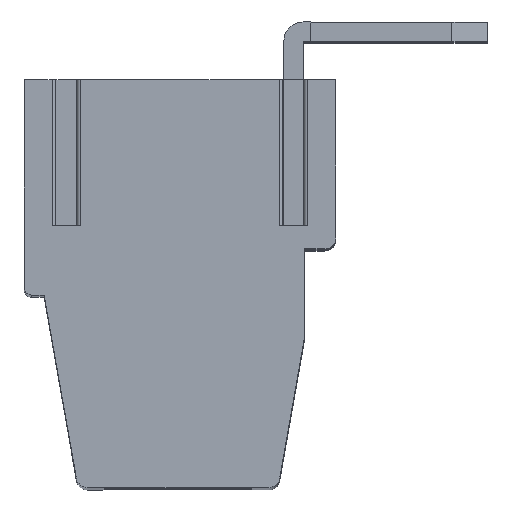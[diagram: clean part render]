
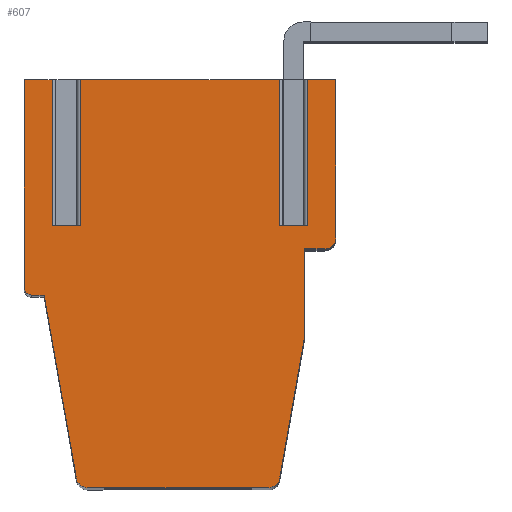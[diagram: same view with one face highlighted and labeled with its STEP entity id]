
A CAD part, top view. The second image highlights one B-rep face of the part: STEP entity #607.
In plain terms, the highlighted planar face has unit normal (0, 0, 1).
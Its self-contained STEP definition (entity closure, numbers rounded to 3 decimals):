
#607 = ADVANCED_FACE( '', ( #1465 ), #1466, .F. );
#1465 = FACE_OUTER_BOUND( '', #2565, .T. );
#1466 = PLANE( '', #2566 );
#2565 = EDGE_LOOP( '', ( #4382, #4383, #4384, #4385, #4386, #4387, #4388, #4389, #4390, #4391, #4392, #4393, #4394, #4395, #4396, #4397, #4398, #4399, #4400, #4401, #4402 ) );
#2566 = AXIS2_PLACEMENT_3D( '', #4403, #4404, #4405 );
#4382 = ORIENTED_EDGE( '', *, *, #7326, .T. );
#4383 = ORIENTED_EDGE( '', *, *, #7327, .T. );
#4384 = ORIENTED_EDGE( '', *, *, #7146, .T. );
#4385 = ORIENTED_EDGE( '', *, *, #7328, .T. );
#4386 = ORIENTED_EDGE( '', *, *, #7329, .T. );
#4387 = ORIENTED_EDGE( '', *, *, #6870, .F. );
#4388 = ORIENTED_EDGE( '', *, *, #7274, .T. );
#4389 = ORIENTED_EDGE( '', *, *, #7330, .T. );
#4390 = ORIENTED_EDGE( '', *, *, #7331, .T. );
#4391 = ORIENTED_EDGE( '', *, *, #7332, .F. );
#4392 = ORIENTED_EDGE( '', *, *, #6858, .T. );
#4393 = ORIENTED_EDGE( '', *, *, #7333, .T. );
#4394 = ORIENTED_EDGE( '', *, *, #7334, .T. );
#4395 = ORIENTED_EDGE( '', *, *, #7335, .T. );
#4396 = ORIENTED_EDGE( '', *, *, #7336, .T. );
#4397 = ORIENTED_EDGE( '', *, *, #7337, .F. );
#4398 = ORIENTED_EDGE( '', *, *, #6703, .F. );
#4399 = ORIENTED_EDGE( '', *, *, #7338, .T. );
#4400 = ORIENTED_EDGE( '', *, *, #7339, .T. );
#4401 = ORIENTED_EDGE( '', *, *, #7340, .T. );
#4402 = ORIENTED_EDGE( '', *, *, #7341, .T. );
#4403 = CARTESIAN_POINT( '', ( 171.952, 1.043, -22.5 ) );
#4404 = DIRECTION( '', ( 0., 0., -1. ) );
#4405 = DIRECTION( '', ( 0., -1., 0. ) );
#6703 = EDGE_CURVE( '', #8052, #8054, #8055, .T. );
#6858 = EDGE_CURVE( '', #8333, #8334, #8335, .T. );
#6870 = EDGE_CURVE( '', #8356, #8357, #8358, .T. );
#7146 = EDGE_CURVE( '', #8834, #8832, #8835, .T. );
#7274 = EDGE_CURVE( '', #8356, #9033, #9036, .T. );
#7326 = EDGE_CURVE( '', #9112, #9113, #9114, .T. );
#7327 = EDGE_CURVE( '', #9113, #8834, #9115, .T. );
#7328 = EDGE_CURVE( '', #8832, #9116, #9117, .T. );
#7329 = EDGE_CURVE( '', #9116, #8357, #9118, .T. );
#7330 = EDGE_CURVE( '', #9033, #9119, #9120, .T. );
#7331 = EDGE_CURVE( '', #9119, #9121, #9122, .T. );
#7332 = EDGE_CURVE( '', #8333, #9121, #9123, .T. );
#7333 = EDGE_CURVE( '', #8334, #9124, #9125, .T. );
#7334 = EDGE_CURVE( '', #9124, #9126, #9127, .T. );
#7335 = EDGE_CURVE( '', #9126, #9128, #9129, .T. );
#7336 = EDGE_CURVE( '', #9128, #9130, #9131, .T. );
#7337 = EDGE_CURVE( '', #8054, #9130, #9132, .T. );
#7338 = EDGE_CURVE( '', #8052, #9133, #9134, .T. );
#7339 = EDGE_CURVE( '', #9133, #9135, #9136, .T. );
#7340 = EDGE_CURVE( '', #9135, #9137, #9138, .T. );
#7341 = EDGE_CURVE( '', #9137, #9112, #9139, .T. );
#8052 = VERTEX_POINT( '', #10062 );
#8054 = VERTEX_POINT( '', #10065 );
#8055 = LINE( '', #10066, #10067 );
#8333 = VERTEX_POINT( '', #10473 );
#8334 = VERTEX_POINT( '', #10474 );
#8335 = LINE( '', #10475, #10476 );
#8356 = VERTEX_POINT( '', #10500 );
#8357 = VERTEX_POINT( '', #10501 );
#8358 = LINE( '', #10502, #10503 );
#8832 = VERTEX_POINT( '', #11187 );
#8834 = VERTEX_POINT( '', #11189 );
#8835 = LINE( '', #11190, #11191 );
#9033 = VERTEX_POINT( '', #11491 );
#9036 = CIRCLE( '', #11495, 0.198 );
#9112 = VERTEX_POINT( '', #11607 );
#9113 = VERTEX_POINT( '', #11608 );
#9114 = LINE( '', #11609, #11610 );
#9115 = LINE( '', #11611, #11612 );
#9116 = VERTEX_POINT( '', #11613 );
#9117 = LINE( '', #11614, #11615 );
#9118 = LINE( '', #11616, #11617 );
#9119 = VERTEX_POINT( '', #11618 );
#9120 = LINE( '', #11619, #11620 );
#9121 = VERTEX_POINT( '', #11621 );
#9122 = LINE( '', #11622, #11623 );
#9123 = CIRCLE( '', #11624, 0.298 );
#9124 = VERTEX_POINT( '', #11625 );
#9125 = CIRCLE( '', #11626, 0.298 );
#9126 = VERTEX_POINT( '', #11627 );
#9127 = LINE( '', #11628, #11629 );
#9128 = VERTEX_POINT( '', #11630 );
#9129 = LINE( '', #11631, #11632 );
#9130 = VERTEX_POINT( '', #11633 );
#9131 = LINE( '', #11634, #11635 );
#9132 = CIRCLE( '', #11636, 0.298 );
#9133 = VERTEX_POINT( '', #11637 );
#9134 = LINE( '', #11638, #11639 );
#9135 = VERTEX_POINT( '', #11640 );
#9136 = LINE( '', #11641, #11642 );
#9137 = VERTEX_POINT( '', #11643 );
#9138 = LINE( '', #11644, #11645 );
#9139 = LINE( '', #11646, #11647 );
#10062 = CARTESIAN_POINT( '', ( 176.05, 1.043, -22.5 ) );
#10065 = CARTESIAN_POINT( '', ( 176.05, -3.055, -22.5 ) );
#10066 = CARTESIAN_POINT( '', ( 176.05, 1.043, -22.5 ) );
#10067 = VECTOR( '', #12984, 1000. );
#10473 = CARTESIAN_POINT( '', ( 169.602, -9.558, -22.5 ) );
#10474 = CARTESIAN_POINT( '', ( 174.302, -9.558, -22.5 ) );
#10475 = CARTESIAN_POINT( '', ( 169.602, -9.558, -22.5 ) );
#10476 = VECTOR( '', #13124, 1000. );
#10500 = CARTESIAN_POINT( '', ( 167.954, -4.355, -22.5 ) );
#10501 = CARTESIAN_POINT( '', ( 167.954, 1.043, -22.5 ) );
#10502 = CARTESIAN_POINT( '', ( 167.954, -4.355, -22.5 ) );
#10503 = VECTOR( '', #13149, 1000. );
#11187 = CARTESIAN_POINT( '', ( 168.68, -2.757, -22.5 ) );
#11189 = CARTESIAN_POINT( '', ( 169.42, -2.757, -22.5 ) );
#11190 = CARTESIAN_POINT( '', ( 169.37, -2.757, -22.5 ) );
#11191 = VECTOR( '', #13422, 1000. );
#11491 = CARTESIAN_POINT( '', ( 168.152, -4.553, -22.5 ) );
#11495 = AXIS2_PLACEMENT_3D( '', #13534, #13535, #13536 );
#11607 = CARTESIAN_POINT( '', ( 174.58, 1.043, -22.5 ) );
#11608 = CARTESIAN_POINT( '', ( 169.42, 1.043, -22.5 ) );
#11609 = CARTESIAN_POINT( '', ( 171.952, 1.043, -22.5 ) );
#11610 = VECTOR( '', #13579, 1000. );
#11611 = CARTESIAN_POINT( '', ( 169.42, 1.043, -22.5 ) );
#11612 = VECTOR( '', #13580, 1000. );
#11613 = CARTESIAN_POINT( '', ( 168.68, 1.043, -22.5 ) );
#11614 = CARTESIAN_POINT( '', ( 168.68, 1.043, -22.5 ) );
#11615 = VECTOR( '', #13581, 1000. );
#11616 = CARTESIAN_POINT( '', ( 171.952, 1.043, -22.5 ) );
#11617 = VECTOR( '', #13582, 1000. );
#11618 = CARTESIAN_POINT( '', ( 168.473, -4.553, -22.5 ) );
#11619 = CARTESIAN_POINT( '', ( 168.152, -4.553, -22.5 ) );
#11620 = VECTOR( '', #13583, 1000. );
#11621 = CARTESIAN_POINT( '', ( 169.305, -9.275, -22.5 ) );
#11622 = CARTESIAN_POINT( '', ( 168.473, -4.553, -22.5 ) );
#11623 = VECTOR( '', #13584, 1000. );
#11624 = AXIS2_PLACEMENT_3D( '', #13585, #13586, #13587 );
#11625 = CARTESIAN_POINT( '', ( 174.599, -9.275, -22.5 ) );
#11626 = AXIS2_PLACEMENT_3D( '', #13588, #13589, #13590 );
#11627 = CARTESIAN_POINT( '', ( 175.236, -5.661, -22.5 ) );
#11628 = CARTESIAN_POINT( '', ( 174.595, -9.298, -22.5 ) );
#11629 = VECTOR( '', #13591, 1000. );
#11630 = CARTESIAN_POINT( '', ( 175.236, -3.353, -22.5 ) );
#11631 = CARTESIAN_POINT( '', ( 175.236, -5.661, -22.5 ) );
#11632 = VECTOR( '', #13592, 1000. );
#11633 = CARTESIAN_POINT( '', ( 175.752, -3.353, -22.5 ) );
#11634 = CARTESIAN_POINT( '', ( 175.236, -3.353, -22.5 ) );
#11635 = VECTOR( '', #13593, 1000. );
#11636 = AXIS2_PLACEMENT_3D( '', #13594, #13595, #13596 );
#11637 = CARTESIAN_POINT( '', ( 175.32, 1.043, -22.5 ) );
#11638 = CARTESIAN_POINT( '', ( 171.952, 1.043, -22.5 ) );
#11639 = VECTOR( '', #13597, 1000. );
#11640 = CARTESIAN_POINT( '', ( 175.32, -2.757, -22.5 ) );
#11641 = CARTESIAN_POINT( '', ( 175.32, 1.043, -22.5 ) );
#11642 = VECTOR( '', #13598, 1000. );
#11643 = CARTESIAN_POINT( '', ( 174.58, -2.757, -22.5 ) );
#11644 = CARTESIAN_POINT( '', ( 175.27, -2.757, -22.5 ) );
#11645 = VECTOR( '', #13599, 1000. );
#11646 = CARTESIAN_POINT( '', ( 174.58, 1.043, -22.5 ) );
#11647 = VECTOR( '', #13600, 1000. );
#12984 = DIRECTION( '', ( 0., -1., 0. ) );
#13124 = DIRECTION( '', ( 1., 0., 0. ) );
#13149 = DIRECTION( '', ( 0., 1., 0. ) );
#13422 = DIRECTION( '', ( -1., 0., 0. ) );
#13534 = CARTESIAN_POINT( '', ( 168.152, -4.355, -22.5 ) );
#13535 = DIRECTION( '', ( 0., 0., 1. ) );
#13536 = DIRECTION( '', ( -1., 0., 0. ) );
#13579 = DIRECTION( '', ( -1., 0., 0. ) );
#13580 = DIRECTION( '', ( 0., -1., 0. ) );
#13581 = DIRECTION( '', ( 0., 1., 0. ) );
#13582 = DIRECTION( '', ( -1., 0., 0. ) );
#13583 = DIRECTION( '', ( 1., 0., 0. ) );
#13584 = DIRECTION( '', ( 0.174, -0.985, 0. ) );
#13585 = CARTESIAN_POINT( '', ( 169.602, -9.26, -22.5 ) );
#13586 = DIRECTION( '', ( 0., 0., -1. ) );
#13587 = DIRECTION( '', ( 0., -1., 0. ) );
#13588 = CARTESIAN_POINT( '', ( 174.302, -9.26, -22.5 ) );
#13589 = DIRECTION( '', ( 0., 0., 1. ) );
#13590 = DIRECTION( '', ( 0., -1., 0. ) );
#13591 = DIRECTION( '', ( 0.174, 0.985, 0. ) );
#13592 = DIRECTION( '', ( 0., 1., 0. ) );
#13593 = DIRECTION( '', ( 1., 0., 0. ) );
#13594 = CARTESIAN_POINT( '', ( 175.752, -3.055, -22.5 ) );
#13595 = DIRECTION( '', ( 0., 0., -1. ) );
#13596 = DIRECTION( '', ( 1., 0., 0. ) );
#13597 = DIRECTION( '', ( -1., 0., 0. ) );
#13598 = DIRECTION( '', ( 0., -1., 0. ) );
#13599 = DIRECTION( '', ( -1., 0., 0. ) );
#13600 = DIRECTION( '', ( 0., 1., 0. ) );
